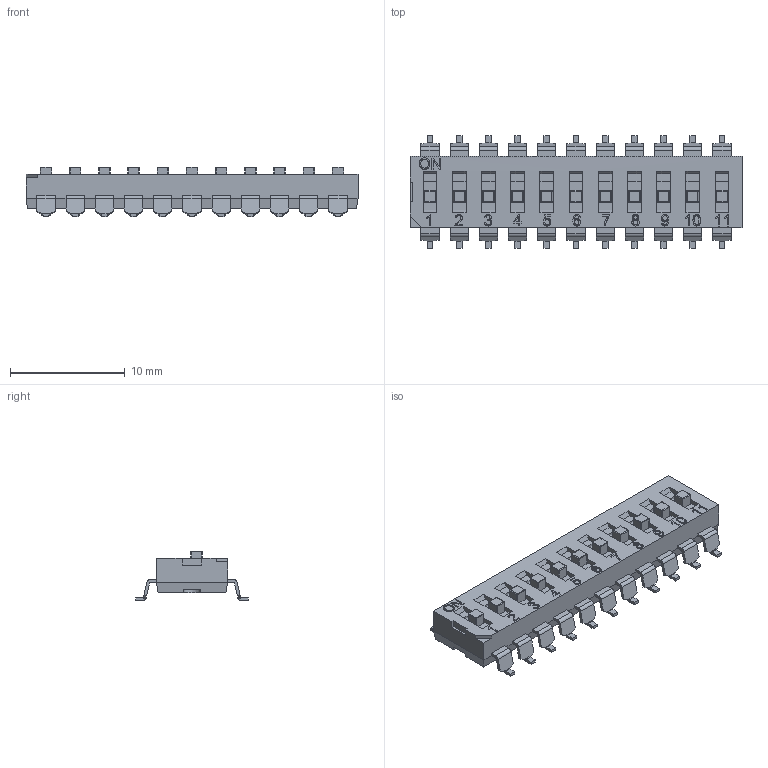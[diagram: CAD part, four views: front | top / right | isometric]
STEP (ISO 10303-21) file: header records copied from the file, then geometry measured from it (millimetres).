
FILE_DESCRIPTION(/* description */ (''),/* implementation_level */ '2;1');
FILE_NAME(/* name */ 'SMD DIP SWITCH 11P.step',/* time_stamp */ '2021-04-01T12:33:00+02:00',/* author */ (''),/* organization */ (''),/* preprocessor_version */ 'ST-DEVELOPER v18.1',/* originating_system */ 'Autodesk Translation Framework v9.10.0.1330',/* authorisation */ '');
FILE_SCHEMA (('AUTOMOTIVE_DESIGN { 1 0 10303 214 3 1 1 }'));
Products named in the file (1): SMD DIP SWITCH 11P
Bounding box: 28.88 x 9.8 x 4.32 mm (x, y, z)
Volume: 563 mm3; surface area: 1196 mm2
Topology: 34 solids, 34 shells, 1972 faces, 5310 edges, 3342 vertices
Faces by surface type: plane 1204, cylinder 596, bspline 84, torus 44, sphere 44
Full cylindrical faces by diameter (mm): 0.57 x11, 0.6 x33, 2.4 x1
Entity records: 64450 total; most frequent: CARTESIAN_POINT 14483, ORIENTED_EDGE 10620, DIRECTION 10118, EDGE_CURVE 5310, LINE 3856, VECTOR 3856, VERTEX_POINT 3342, AXIS2_PLACEMENT_3D 3131
